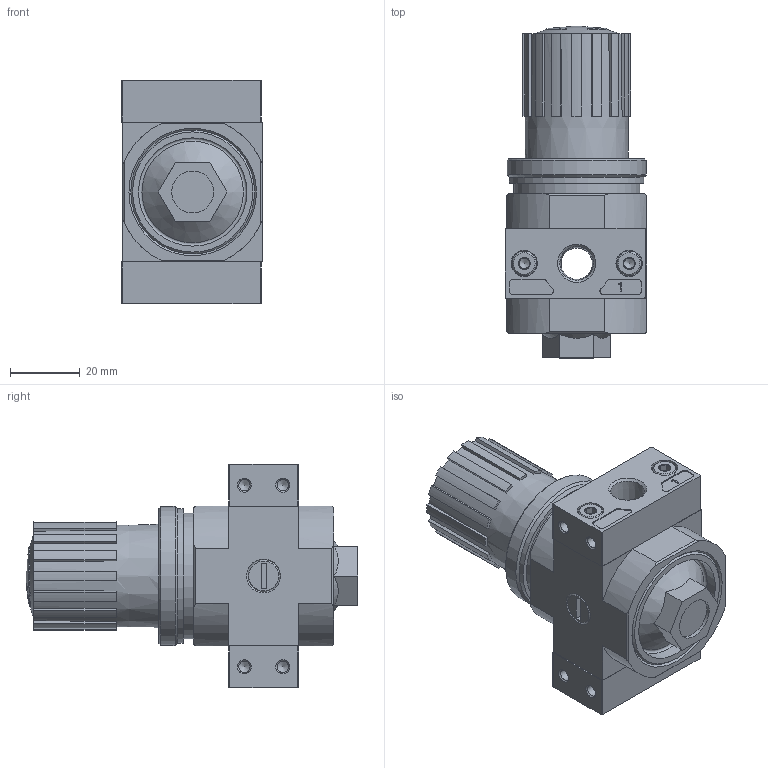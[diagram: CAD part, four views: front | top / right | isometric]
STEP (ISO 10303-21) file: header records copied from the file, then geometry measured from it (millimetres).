
FILE_DESCRIPTION(/* description */ ('STEP AP214'),/* implementation_level */ '2;1');
FILE_NAME(/* name */ '173647_LR-1_8-D-7-O-MINI-NPT',/* time_stamp */ '2024-09-04T20:47:29+02:00',/* author */ ('License CC BY-ND 4.0'),/* organization */ ('CADENAS'),/* preprocessor_version */ 'ST-DEVELOPER v19.3',/* originating_system */ 'PARTsolutions',/* authorisation */ ' ');
FILE_SCHEMA (('AUTOMOTIVE_DESIGN {1 0 10303 214 3 1 1}'));
Length unit declared in the file: millimetre
Products named in the file (7): 173647 LR-1/8-D-7-O-MINI-NPT---(0); 127301 LR-D-7-MINI--(0); 398011 LRVS-D-MINI; 679798 PBL-1/8-D-MINI-R-NPT--P1; DIN-912 - M4x16(F); 679797 PBL-1/8-D-MINI-L-NPT--P1; 373845 LR-MINI
Assembly tree (10 placements, depth 2):
  173647 LR-1/8-D-7-O-MINI-NPT---(0)
    127301 LR-D-7-MINI--(0)
    398011 LRVS-D-MINI
    679798 PBL-1/8-D-MINI-R-NPT--P1
    DIN-912 - M4x16(F)  x4
    679797 PBL-1/8-D-MINI-L-NPT--P1
    373845 LR-MINI  x2
Bounding box: 40.4 x 95 x 64 mm (x, y, z)
Volume: 109170 mm3; surface area: 30699.3 mm2
Topology: 10 solids, 10 shells, 446 faces, 1044 edges, 653 vertices
Faces by surface type: plane 247, cylinder 101, cone 89, sphere 5, torus 4
Full cylindrical faces by diameter (mm): 3.242 x8, 4 x4, 4.3 x2, 6.9 x2, 7 x4, 8.2 x2, 8.566 x2, 9.728 x2, 11 x1, 12 x1, 12.2 x2, 15.7 x1, 15.8 x1, 24.9 x1, 26.9 x1, 31 x1, 33.9 x1, 34.376 x1, 36 x1, 38.5 x1, 39.8 x1
Entity records: 11439 total; most frequent: CARTESIAN_POINT 1853, DIRECTION 1782, ORIENTED_EDGE 1520, EDGE_CURVE 760, AXIS2_PLACEMENT_3D 710, VERTEX_POINT 547, FACE_BOUND 489, EDGE_LOOP 480
